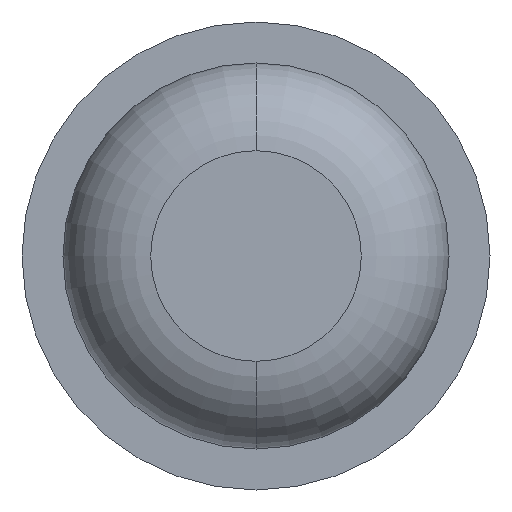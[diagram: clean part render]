
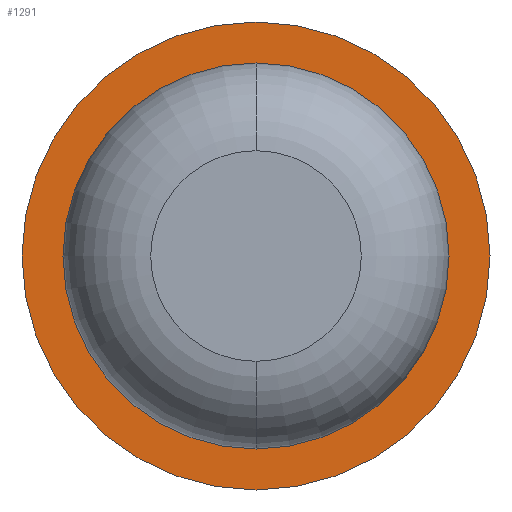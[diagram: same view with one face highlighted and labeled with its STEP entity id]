
A CAD part, front view. The second image highlights one B-rep face of the part: STEP entity #1291.
In plain terms, the highlighted planar face has unit normal (0, -1, 0).
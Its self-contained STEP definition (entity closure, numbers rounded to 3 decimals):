
#81 = EDGE_LOOP ( 'NONE', ( #1777, #2527 ) ) ;
#98 = DIRECTION ( 'NONE',  ( 0., 0., 1. ) ) ;
#305 = VERTEX_POINT ( 'NONE', #2709 ) ;
#504 = EDGE_CURVE ( 'Defeature ausgef�hrt1_5+Defeature ausgef�hrt1_4+Defeature ausgef�hrt1_4+Defeature ausgef�hrt1_4', #305, #1038, #1078, .T. ) ;
#549 = FACE_BOUND ( 'NONE', #1529, .T. ) ;
#556 = DIRECTION ( 'NONE',  ( 0., 0., 1. ) ) ;
#887 = FACE_OUTER_BOUND ( 'NONE', #81, .T. ) ;
#1013 = VERTEX_POINT ( 'NONE', #1953 ) ;
#1038 = VERTEX_POINT ( 'NONE', #2404 ) ;
#1078 = CIRCLE ( 'NONE', #2646, 1. ) ;
#1097 = CIRCLE ( 'NONE', #1452, 0.825 ) ;
#1146 = CARTESIAN_POINT ( 'NONE',  ( 0., -2., 0. ) ) ;
#1184 = DIRECTION ( 'NONE',  ( 0., 1., 0. ) ) ;
#1257 = DIRECTION ( 'NONE',  ( 0., 1., 0. ) ) ;
#1291 = ADVANCED_FACE ( 'Defeature ausgef�hrt1_4', ( #887, #549 ), #2239, .F. ) ;
#1342 = DIRECTION ( 'NONE',  ( 0., 1., 0. ) ) ;
#1452 = AXIS2_PLACEMENT_3D ( 'NONE', #1146, #2692, #1593 ) ;
#1479 = DIRECTION ( 'NONE',  ( 0., 1., 0. ) ) ;
#1529 = EDGE_LOOP ( 'NONE', ( #1925, #1717 ) ) ;
#1593 = DIRECTION ( 'NONE',  ( 0., 0., 1. ) ) ;
#1596 = DIRECTION ( 'NONE',  ( 0., 0., 1. ) ) ;
#1603 = CARTESIAN_POINT ( 'NONE',  ( 0., -2., -0.825 ) ) ;
#1673 = CARTESIAN_POINT ( 'NONE',  ( 0., -2., 0. ) ) ;
#1712 = CARTESIAN_POINT ( 'NONE',  ( 0., -2., 0. ) ) ;
#1717 = ORIENTED_EDGE ( 'NONE', *, *, #2292, .T. ) ;
#1777 = ORIENTED_EDGE ( 'NONE', *, *, #2127, .F. ) ;
#1798 = AXIS2_PLACEMENT_3D ( 'NONE', #2676, #1342, #1596 ) ;
#1925 = ORIENTED_EDGE ( 'NONE', *, *, #2569, .T. ) ;
#1953 = CARTESIAN_POINT ( 'NONE',  ( 0., -2., 0.825 ) ) ;
#2127 = EDGE_CURVE ( 'Defeature ausgef�hrt1_5+Defeature ausgef�hrt1_4+Defeature ausgef�hrt1_4+Defeature ausgef�hrt1_4', #1038, #305, #2285, .T. ) ;
#2239 = PLANE ( 'NONE',  #1798 ) ;
#2285 = CIRCLE ( 'NONE', #2830, 1. ) ;
#2292 = EDGE_CURVE ( 'Defeature ausgef�hrt1_4+Defeature ausgef�hrt1_0+Defeature ausgef�hrt1_0+Defeature ausgef�hrt1_0', #2448, #1013, #1097, .T. ) ;
#2365 = DIRECTION ( 'NONE',  ( 0., 0., 1. ) ) ;
#2386 = AXIS2_PLACEMENT_3D ( 'NONE', #1673, #1257, #556 ) ;
#2404 = CARTESIAN_POINT ( 'NONE',  ( 0., -2., 1. ) ) ;
#2448 = VERTEX_POINT ( 'NONE', #1603 ) ;
#2509 = CARTESIAN_POINT ( 'NONE',  ( 0., -2., 0. ) ) ;
#2527 = ORIENTED_EDGE ( 'NONE', *, *, #504, .F. ) ;
#2569 = EDGE_CURVE ( 'Defeature ausgef�hrt1_4+Defeature ausgef�hrt1_0+Defeature ausgef�hrt1_0+Defeature ausgef�hrt1_0', #1013, #2448, #2627, .T. ) ;
#2627 = CIRCLE ( 'NONE', #2386, 0.825 ) ;
#2646 = AXIS2_PLACEMENT_3D ( 'NONE', #2509, #1184, #98 ) ;
#2676 = CARTESIAN_POINT ( 'NONE',  ( 1., -2., 0. ) ) ;
#2692 = DIRECTION ( 'NONE',  ( 0., 1., 0. ) ) ;
#2709 = CARTESIAN_POINT ( 'NONE',  ( 0., -2., -1. ) ) ;
#2830 = AXIS2_PLACEMENT_3D ( 'NONE', #1712, #1479, #2365 ) ;
